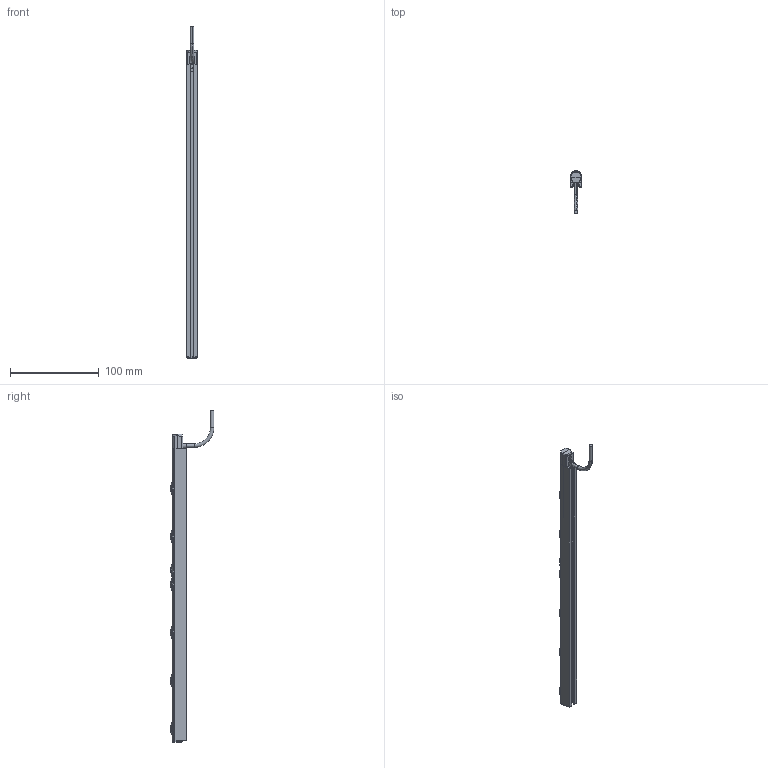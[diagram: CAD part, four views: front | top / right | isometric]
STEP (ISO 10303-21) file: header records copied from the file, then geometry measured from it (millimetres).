
FILE_DESCRIPTION((''),'2;1');
FILE_NAME('223111_SW0001','2021-04-19T09:33:10',('jkuehl'),('BANNER ENGINEERING CORP.'),'CREO PARAMETRIC BY PTC INC, 2019292','CREO PARAMETRIC BY PTC INC, 2019292','');
FILE_SCHEMA(('CONFIG_CONTROL_DESIGN','SHAPE_APPEARANCE_LAYERS_GROUPS'));
Products named in the file (1): 223111_SW0001
Bounding box: 12 x 49.1 x 373.15 mm (x, y, z)
Volume: 45204.4 mm3; surface area: 48465.6 mm2
Topology: 2 solids, 2 shells, 1221 faces, 3183 edges, 1937 vertices
Faces by surface type: bspline 490, plane 285, cylinder 259, cone 99, sphere 30, revolution 24, torus 20, extrusion 14
Entity records: 91271 total; most frequent: CARTESIAN_POINT 57810, ORIENTED_EDGE 6314, DIRECTION 3477, EDGE_CURVE 3157, VERTEX_POINT 1937, B_SPLINE_CURVE_WITH_KNOTS 1717, AXIS2_PLACEMENT_3D 1268, EDGE_LOOP 1258
